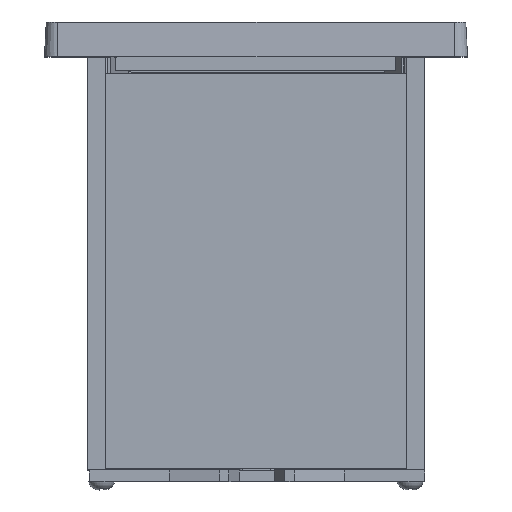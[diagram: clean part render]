
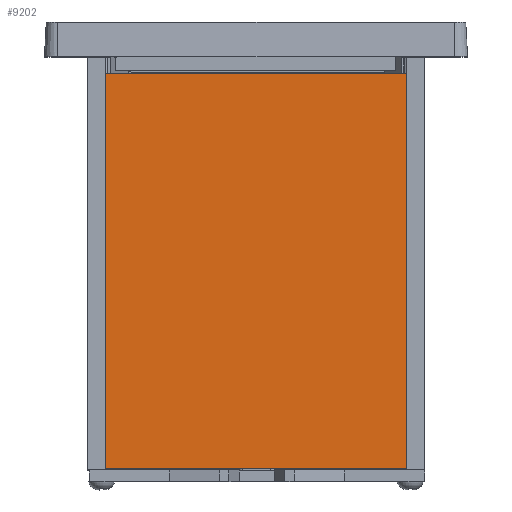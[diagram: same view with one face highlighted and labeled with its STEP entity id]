
A CAD part, top view. The second image highlights one B-rep face of the part: STEP entity #9202.
In plain terms, the highlighted planar face has unit normal (0, 0, 1).
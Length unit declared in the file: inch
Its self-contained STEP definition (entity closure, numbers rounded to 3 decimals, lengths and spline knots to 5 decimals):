
#251 = CARTESIAN_POINT ( 'NONE',  ( -0.02378, 4.22, 1.311 ) ) ;
#514 = DIRECTION ( 'NONE',  ( 0., 1., 0. ) ) ;
#935 = DIRECTION ( 'NONE',  ( -1., 0., 0. ) ) ;
#1108 = CARTESIAN_POINT ( 'NONE',  ( 3.43622, 4.22, 1.311 ) ) ;
#1195 = VECTOR ( 'NONE', #935, 39.37008 ) ;
#1437 = EDGE_CURVE ( 'NONE', #1868, #29529, #9093, .T. ) ;
#1868 = VERTEX_POINT ( 'NONE', #20812 ) ;
#2178 = VERTEX_POINT ( 'NONE', #37602 ) ;
#4135 = CARTESIAN_POINT ( 'NONE',  ( -0.02378, -0.015, 1.311 ) ) ;
#4200 = VERTEX_POINT ( 'NONE', #1108 ) ;
#4329 = ORIENTED_EDGE ( 'NONE', *, *, #4550, .F. ) ;
#4550 = EDGE_CURVE ( 'NONE', #2178, #4200, #33729, .T. ) ;
#5700 = ORIENTED_EDGE ( 'NONE', *, *, #1437, .F. ) ;
#6036 = LINE ( 'NONE', #10636, #30775 ) ;
#6505 = EDGE_LOOP ( 'NONE', ( #24178, #4329, #36747, #5700 ) ) ;
#9093 = LINE ( 'NONE', #21814, #1195 ) ;
#9202 = ADVANCED_FACE ( 'NONE', ( #22093 ), #15848, .F. ) ;
#10061 = DIRECTION ( 'NONE',  ( -1., 0., 0. ) ) ;
#10636 = CARTESIAN_POINT ( 'NONE',  ( 3.43622, -0.015, 1.311 ) ) ;
#12307 = EDGE_CURVE ( 'NONE', #29529, #2178, #27005, .T. ) ;
#14129 = VECTOR ( 'NONE', #15423, 39.37008 ) ;
#15029 = CARTESIAN_POINT ( 'NONE',  ( 3.43622, 4.22, 1.311 ) ) ;
#15423 = DIRECTION ( 'NONE',  ( 1., 0., 0. ) ) ;
#15717 = CARTESIAN_POINT ( 'NONE',  ( 1.70622, 2.1025, 1.311 ) ) ;
#15848 = PLANE ( 'NONE',  #27045 ) ;
#20812 = CARTESIAN_POINT ( 'NONE',  ( 3.43622, -0.015, 1.311 ) ) ;
#21814 = CARTESIAN_POINT ( 'NONE',  ( -0.02378, -0.015, 1.311 ) ) ;
#22093 = FACE_OUTER_BOUND ( 'NONE', #6505, .T. ) ;
#22287 = DIRECTION ( 'NONE',  ( 0., -1., 0. ) ) ;
#24178 = ORIENTED_EDGE ( 'NONE', *, *, #38155, .F. ) ;
#27005 = LINE ( 'NONE', #251, #32563 ) ;
#27045 = AXIS2_PLACEMENT_3D ( 'NONE', #15717, #30963, #10061 ) ;
#29529 = VERTEX_POINT ( 'NONE', #4135 ) ;
#30775 = VECTOR ( 'NONE', #22287, 39.37008 ) ;
#30963 = DIRECTION ( 'NONE',  ( 0., 0., -1. ) ) ;
#32563 = VECTOR ( 'NONE', #514, 39.37008 ) ;
#33729 = LINE ( 'NONE', #15029, #14129 ) ;
#36747 = ORIENTED_EDGE ( 'NONE', *, *, #12307, .F. ) ;
#37602 = CARTESIAN_POINT ( 'NONE',  ( -0.02378, 4.22, 1.311 ) ) ;
#38155 = EDGE_CURVE ( 'NONE', #4200, #1868, #6036, .T. ) ;
